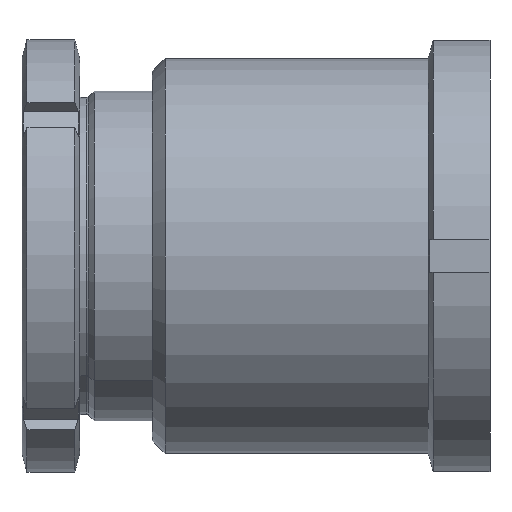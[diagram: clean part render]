
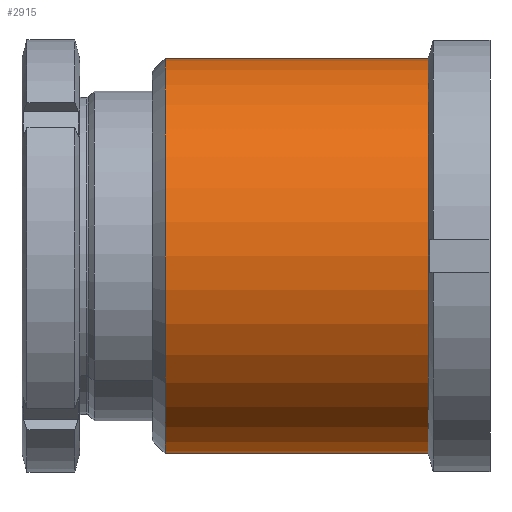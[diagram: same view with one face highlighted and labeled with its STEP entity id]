
A CAD part, left-side view. The second image highlights one B-rep face of the part: STEP entity #2915.
In plain terms, the highlighted cylindrical face has radius 48 mm (diameter 96 mm), a partial arc.
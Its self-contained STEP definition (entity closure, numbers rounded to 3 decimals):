
#14 = CYLINDRICAL_SURFACE ( 'NONE', #2483, 48. ) ;
#30 = AXIS2_PLACEMENT_3D ( 'NONE', #1853, #1864, #1642 ) ;
#60 = DIRECTION ( 'NONE',  ( 0., 0., 1. ) ) ;
#173 = ORIENTED_EDGE ( 'NONE', *, *, #1356, .F. ) ;
#211 = CARTESIAN_POINT ( 'NONE',  ( 0., -67., -48. ) ) ;
#272 = DIRECTION ( 'NONE',  ( 0., 1., 0. ) ) ;
#281 = LINE ( 'NONE', #509, #589 ) ;
#427 = EDGE_CURVE ( 'NONE', #1929, #593, #1566, .T. ) ;
#509 = CARTESIAN_POINT ( 'NONE',  ( 0., 10.447, -48. ) ) ;
#560 = EDGE_LOOP ( 'NONE', ( #173, #2389, #2621, #791 ) ) ;
#589 = VECTOR ( 'NONE', #272, 1000. ) ;
#593 = VERTEX_POINT ( 'NONE', #1434 ) ;
#763 = EDGE_CURVE ( 'NONE', #593, #2675, #1990, .T. ) ;
#791 = ORIENTED_EDGE ( 'NONE', *, *, #1665, .T. ) ;
#822 = DIRECTION ( 'NONE',  ( 0., 0., 1. ) ) ;
#967 = DIRECTION ( 'NONE',  ( 0., 1., 0. ) ) ;
#1217 = CARTESIAN_POINT ( 'NONE',  ( 0., -3.1, -48. ) ) ;
#1356 = EDGE_CURVE ( 'NONE', #1929, #1749, #281, .T. ) ;
#1434 = CARTESIAN_POINT ( 'NONE',  ( 0., -67., 48. ) ) ;
#1444 = DIRECTION ( 'NONE',  ( 0., 1., 0. ) ) ;
#1467 = DIRECTION ( 'NONE',  ( 0., 1., 0. ) ) ;
#1566 = CIRCLE ( 'NONE', #2175, 48. ) ;
#1642 = DIRECTION ( 'NONE',  ( 0., 0., -1. ) ) ;
#1665 = EDGE_CURVE ( 'NONE', #2675, #1749, #2123, .T. ) ;
#1749 = VERTEX_POINT ( 'NONE', #1217 ) ;
#1837 = CARTESIAN_POINT ( 'NONE',  ( 0., -67., 0. ) ) ;
#1842 = VECTOR ( 'NONE', #1444, 1000. ) ;
#1853 = CARTESIAN_POINT ( 'NONE',  ( 0., -3.1, 0. ) ) ;
#1864 = DIRECTION ( 'NONE',  ( 0., -1., 0. ) ) ;
#1872 = CARTESIAN_POINT ( 'NONE',  ( 0., -3.1, 48. ) ) ;
#1929 = VERTEX_POINT ( 'NONE', #211 ) ;
#1990 = LINE ( 'NONE', #2141, #1842 ) ;
#2123 = CIRCLE ( 'NONE', #30, 48. ) ;
#2141 = CARTESIAN_POINT ( 'NONE',  ( 0., 10.447, 48. ) ) ;
#2175 = AXIS2_PLACEMENT_3D ( 'NONE', #1837, #967, #60 ) ;
#2389 = ORIENTED_EDGE ( 'NONE', *, *, #427, .T. ) ;
#2483 = AXIS2_PLACEMENT_3D ( 'NONE', #2602, #1467, #822 ) ;
#2602 = CARTESIAN_POINT ( 'NONE',  ( 0., 10.447, 0. ) ) ;
#2621 = ORIENTED_EDGE ( 'NONE', *, *, #763, .T. ) ;
#2675 = VERTEX_POINT ( 'NONE', #1872 ) ;
#2915 = ADVANCED_FACE ( 'NONE', ( #2925 ), #14, .T. ) ;
#2925 = FACE_OUTER_BOUND ( 'NONE', #560, .T. ) ;
